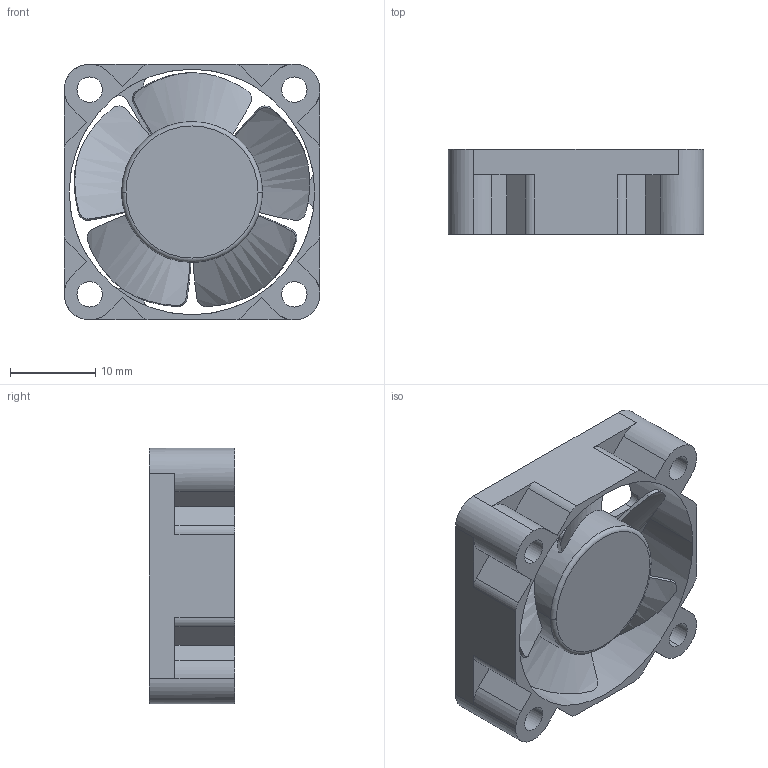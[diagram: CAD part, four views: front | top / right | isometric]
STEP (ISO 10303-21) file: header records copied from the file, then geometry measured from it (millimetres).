
FILE_DESCRIPTION (( 'STEP AP214' ), '1' );
FILE_NAME ('3010 - Axial fan.STEP', '2025-09-18T19:08:10', ( '' ), ( '' ), 'SwSTEP 2.0', 'SolidWorks 2024', '' );
FILE_SCHEMA (( 'AUTOMOTIVE_DESIGN' ));
Length unit declared in the file: metre
Products named in the file (1): 3010 - Axial fan
Bounding box: 30 x 10 x 30 mm (x, y, z)
Volume: 3904.7 mm3; surface area: 4897.2 mm2
Topology: 1 solids, 1 shells, 115 faces, 326 edges, 216 vertices
Faces by surface type: cylinder 39, plane 39, bspline 35, torus 2
Entity records: 7839 total; most frequent: CARTESIAN_POINT 3673, ORIENTED_EDGE 652, DIRECTION 522, EDGE_CURVE 326, VERTEX_POINT 216, AXIS2_PLACEMENT_3D 184, VECTOR 154, LINE 154
